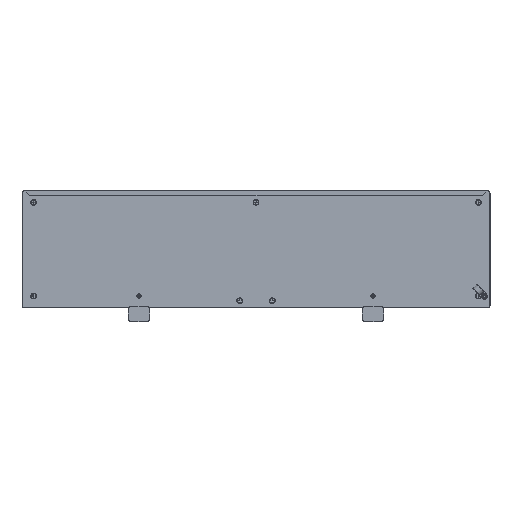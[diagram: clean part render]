
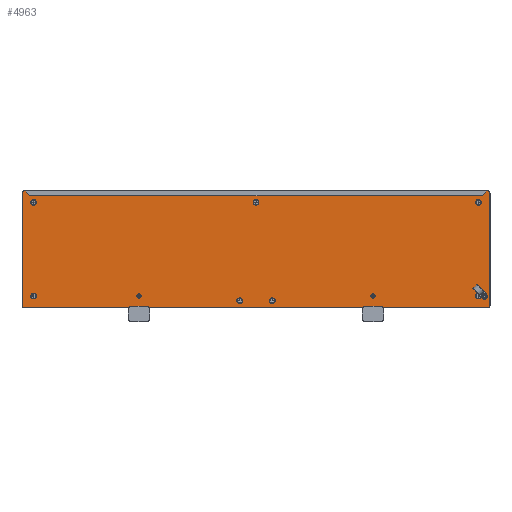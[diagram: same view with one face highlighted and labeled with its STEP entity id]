
A CAD part, top view. The second image highlights one B-rep face of the part: STEP entity #4963.
In plain terms, the highlighted planar face has unit normal (0, 0, 1).
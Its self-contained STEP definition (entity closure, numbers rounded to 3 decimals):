
#4963=ADVANCED_FACE('',(#5684,#5686,#5688,#5690,#5692,#5694,#5696,#5698,#5700,#5702,
#5704),#5706,.T.);
#5684=FACE_BOUND('',#5685,.T.);
#5685=EDGE_LOOP('',(#8978));
#5686=FACE_BOUND('',#5687,.T.);
#5687=EDGE_LOOP('',(#8979));
#5688=FACE_BOUND('',#5689,.T.);
#5689=EDGE_LOOP('',(#8980));
#5690=FACE_BOUND('',#5691,.T.);
#5691=EDGE_LOOP('',(#8981));
#5692=FACE_BOUND('',#5693,.T.);
#5693=EDGE_LOOP('',(#8982));
#5694=FACE_BOUND('',#5695,.T.);
#5695=EDGE_LOOP('',(#8983));
#5696=FACE_BOUND('',#5697,.T.);
#5697=EDGE_LOOP('',(#8984));
#5698=FACE_BOUND('',#5699,.T.);
#5699=EDGE_LOOP('',(#8985));
#5700=FACE_BOUND('',#5701,.T.);
#5701=EDGE_LOOP('',(#8986));
#5702=FACE_BOUND('',#5703,.T.);
#5703=EDGE_LOOP('',(#8987));
#5704=FACE_OUTER_BOUND('',#5705,.T.);
#5705=EDGE_LOOP('',(#8988,#8989,#8990,#8991,#8992,#8993,#8994,#8995));
#5706=PLANE('',#5707);
#5707=AXIS2_PLACEMENT_3D('',#5708,#5709,#5710);
#5708=CARTESIAN_POINT('',(0.,0.,5.5));
#5709=DIRECTION('',(0.,0.,1.));
#5710=DIRECTION('',(1.,0.,0.));
#8978=ORIENTED_EDGE('',*,*,#11078,.T.);
#8979=ORIENTED_EDGE('',*,*,#11079,.T.);
#8980=ORIENTED_EDGE('',*,*,#11080,.T.);
#8981=ORIENTED_EDGE('',*,*,#11081,.T.);
#8982=ORIENTED_EDGE('',*,*,#11082,.T.);
#8983=ORIENTED_EDGE('',*,*,#11083,.T.);
#8984=ORIENTED_EDGE('',*,*,#11084,.T.);
#8985=ORIENTED_EDGE('',*,*,#11085,.T.);
#8986=ORIENTED_EDGE('',*,*,#11086,.T.);
#8987=ORIENTED_EDGE('',*,*,#11087,.T.);
#8988=ORIENTED_EDGE('',*,*,#11088,.T.);
#8989=ORIENTED_EDGE('',*,*,#11089,.T.);
#8990=ORIENTED_EDGE('',*,*,#11090,.T.);
#8991=ORIENTED_EDGE('',*,*,#11091,.T.);
#8992=ORIENTED_EDGE('',*,*,#11092,.T.);
#8993=ORIENTED_EDGE('',*,*,#11093,.T.);
#8994=ORIENTED_EDGE('',*,*,#11094,.T.);
#8995=ORIENTED_EDGE('',*,*,#11095,.T.);
#11078=EDGE_CURVE('',#12072,#12072,#12073,.F.);
#11079=EDGE_CURVE('',#12074,#12074,#12075,.F.);
#11080=EDGE_CURVE('',#12076,#12076,#12077,.F.);
#11081=EDGE_CURVE('',#12078,#12078,#12079,.F.);
#11082=EDGE_CURVE('',#12080,#12080,#12081,.F.);
#11083=EDGE_CURVE('',#12082,#12082,#12083,.F.);
#11084=EDGE_CURVE('',#12084,#12084,#12085,.F.);
#11085=EDGE_CURVE('',#12086,#12086,#12087,.F.);
#11086=EDGE_CURVE('',#12088,#12088,#12089,.F.);
#11087=EDGE_CURVE('',#12090,#12090,#12091,.F.);
#11088=EDGE_CURVE('',#12092,#12093,#12094,.T.);
#11089=EDGE_CURVE('',#12093,#12095,#12096,.T.);
#11090=EDGE_CURVE('',#12095,#12097,#12098,.T.);
#11091=EDGE_CURVE('',#12097,#12099,#12100,.T.);
#11092=EDGE_CURVE('',#12099,#12101,#12102,.T.);
#11093=EDGE_CURVE('',#12101,#12103,#12104,.T.);
#11094=EDGE_CURVE('',#12103,#12105,#12106,.T.);
#11095=EDGE_CURVE('',#12105,#12092,#12107,.T.);
#12072=VERTEX_POINT('',#13704);
#12073=CIRCLE('',#13705,6.2);
#12074=VERTEX_POINT('',#13709);
#12075=CIRCLE('',#13710,6.2);
#12076=VERTEX_POINT('',#13714);
#12077=CIRCLE('',#13715,6.2);
#12078=VERTEX_POINT('',#13719);
#12079=CIRCLE('',#13720,3.2);
#12080=VERTEX_POINT('',#13724);
#12081=CIRCLE('',#13725,2.5);
#12082=VERTEX_POINT('',#13729);
#12083=CIRCLE('',#13730,2.5);
#12084=VERTEX_POINT('',#13734);
#12085=CIRCLE('',#13735,6.2);
#12086=VERTEX_POINT('',#13739);
#12087=CIRCLE('',#13740,6.2);
#12088=VERTEX_POINT('',#13744);
#12089=CIRCLE('',#13745,6.2);
#12090=VERTEX_POINT('',#13749);
#12091=CIRCLE('',#13750,6.2);
#12092=VERTEX_POINT('',#13754);
#12093=VERTEX_POINT('',#13755);
#12094=LINE('',#13756,#13757);
#12095=VERTEX_POINT('',#13759);
#12096=CIRCLE('',#13760,5.);
#12097=VERTEX_POINT('',#13764);
#12098=LINE('',#13765,#13766);
#12099=VERTEX_POINT('',#13768);
#12100=CIRCLE('',#13769,5.);
#12101=VERTEX_POINT('',#13773);
#12102=LINE('',#13774,#13775);
#12103=VERTEX_POINT('',#13777);
#12104=CIRCLE('',#13778,5.);
#12105=VERTEX_POINT('',#13782);
#12106=LINE('',#13783,#13784);
#12107=CIRCLE('',#13786,5.);
#13704=CARTESIAN_POINT('',(481.2,100.,5.5));
#13705=AXIS2_PLACEMENT_3D('',#13706,#13707,#13708);
#13706=CARTESIAN_POINT('',(475.,100.,5.5));
#13707=DIRECTION('',(0.,0.,1.));
#13708=DIRECTION('',(1.,0.,0.));
#13709=CARTESIAN_POINT('',(-468.8,100.,5.5));
#13710=AXIS2_PLACEMENT_3D('',#13711,#13712,#13713);
#13711=CARTESIAN_POINT('',(-475.,100.,5.5));
#13712=DIRECTION('',(0.,0.,1.));
#13713=DIRECTION('',(1.,0.,0.));
#13714=CARTESIAN_POINT('',(41.2,-110.,5.5));
#13715=AXIS2_PLACEMENT_3D('',#13716,#13717,#13718);
#13716=CARTESIAN_POINT('',(35.,-110.,5.5));
#13717=DIRECTION('',(0.,0.,1.));
#13718=DIRECTION('',(1.,0.,0.));
#13719=CARTESIAN_POINT('',(491.2,-100.,5.5));
#13720=AXIS2_PLACEMENT_3D('',#13721,#13722,#13723);
#13721=CARTESIAN_POINT('',(488.,-100.,5.5));
#13722=DIRECTION('',(0.,0.,1.));
#13723=DIRECTION('',(1.,0.,0.));
#13724=CARTESIAN_POINT('',(-247.5,-100.,5.5));
#13725=AXIS2_PLACEMENT_3D('',#13726,#13727,#13728);
#13726=CARTESIAN_POINT('',(-250.,-100.,5.5));
#13727=DIRECTION('',(0.,0.,1.));
#13728=DIRECTION('',(1.,0.,0.));
#13729=CARTESIAN_POINT('',(252.5,-100.,5.5));
#13730=AXIS2_PLACEMENT_3D('',#13731,#13732,#13733);
#13731=CARTESIAN_POINT('',(250.,-100.,5.5));
#13732=DIRECTION('',(0.,0.,1.));
#13733=DIRECTION('',(1.,0.,0.));
#13734=CARTESIAN_POINT('',(-28.8,-110.,5.5));
#13735=AXIS2_PLACEMENT_3D('',#13736,#13737,#13738);
#13736=CARTESIAN_POINT('',(-35.,-110.,5.5));
#13737=DIRECTION('',(0.,0.,1.));
#13738=DIRECTION('',(1.,0.,0.));
#13739=CARTESIAN_POINT('',(6.2,100.,5.5));
#13740=AXIS2_PLACEMENT_3D('',#13741,#13742,#13743);
#13741=CARTESIAN_POINT('',(0.,100.,5.5));
#13742=DIRECTION('',(0.,0.,1.));
#13743=DIRECTION('',(1.,0.,0.));
#13744=CARTESIAN_POINT('',(-468.8,-100.,5.5));
#13745=AXIS2_PLACEMENT_3D('',#13746,#13747,#13748);
#13746=CARTESIAN_POINT('',(-475.,-100.,5.5));
#13747=DIRECTION('',(0.,0.,1.));
#13748=DIRECTION('',(1.,0.,0.));
#13749=CARTESIAN_POINT('',(481.2,-100.,5.5));
#13750=AXIS2_PLACEMENT_3D('',#13751,#13752,#13753);
#13751=CARTESIAN_POINT('',(475.,-100.,5.5));
#13752=DIRECTION('',(0.,0.,1.));
#13753=DIRECTION('',(1.,0.,0.));
#13754=CARTESIAN_POINT('',(495.,125.,5.5));
#13755=CARTESIAN_POINT('',(-495.,125.,5.5));
#13756=CARTESIAN_POINT('',(495.,125.,5.5));
#13757=VECTOR('',#13758,1.);
#13758=DIRECTION('',(-1.,0.,0.));
#13759=CARTESIAN_POINT('',(-500.,120.,5.5));
#13760=AXIS2_PLACEMENT_3D('',#13761,#13762,#13763);
#13761=CARTESIAN_POINT('',(-495.,120.,5.5));
#13762=DIRECTION('',(0.,0.,1.));
#13763=DIRECTION('',(0.,1.,0.));
#13764=CARTESIAN_POINT('',(-500.,-120.,5.5));
#13765=CARTESIAN_POINT('',(-500.,120.,5.5));
#13766=VECTOR('',#13767,1.);
#13767=DIRECTION('',(0.,-1.,0.));
#13768=CARTESIAN_POINT('',(-495.,-125.,5.5));
#13769=AXIS2_PLACEMENT_3D('',#13770,#13771,#13772);
#13770=CARTESIAN_POINT('',(-495.,-120.,5.5));
#13771=DIRECTION('',(0.,0.,1.));
#13772=DIRECTION('',(-1.,0.,0.));
#13773=CARTESIAN_POINT('',(495.,-125.,5.5));
#13774=CARTESIAN_POINT('',(-495.,-125.,5.5));
#13775=VECTOR('',#13776,1.);
#13776=DIRECTION('',(1.,0.,0.));
#13777=CARTESIAN_POINT('',(500.,-120.,5.5));
#13778=AXIS2_PLACEMENT_3D('',#13779,#13780,#13781);
#13779=CARTESIAN_POINT('',(495.,-120.,5.5));
#13780=DIRECTION('',(0.,0.,1.));
#13781=DIRECTION('',(0.,-1.,0.));
#13782=CARTESIAN_POINT('',(500.,120.,5.5));
#13783=CARTESIAN_POINT('',(500.,-120.,5.5));
#13784=VECTOR('',#13785,1.);
#13785=DIRECTION('',(0.,1.,0.));
#13786=AXIS2_PLACEMENT_3D('',#13787,#13788,#13789);
#13787=CARTESIAN_POINT('',(495.,120.,5.5));
#13788=DIRECTION('',(0.,0.,1.));
#13789=DIRECTION('',(1.,0.,0.));
